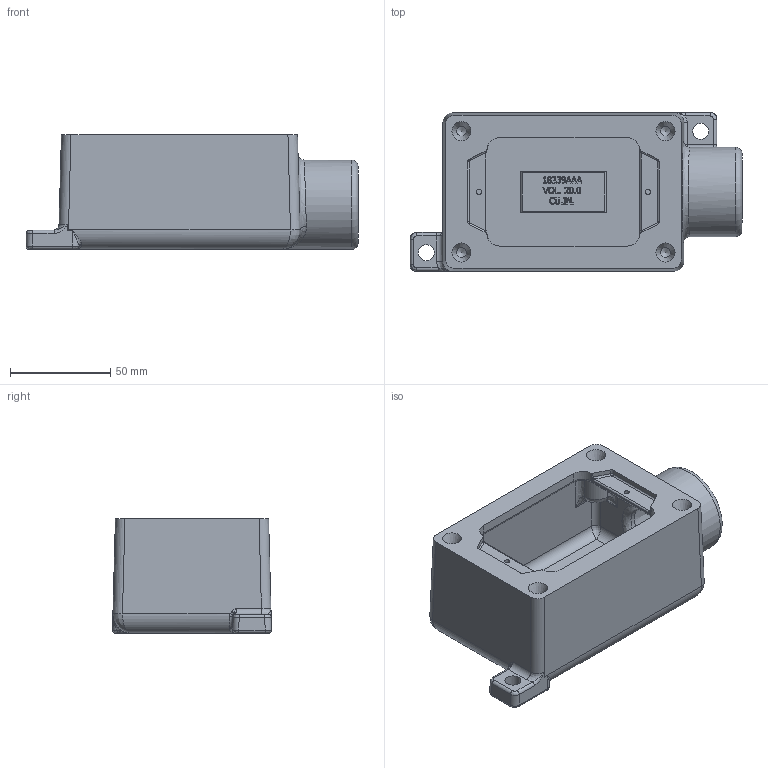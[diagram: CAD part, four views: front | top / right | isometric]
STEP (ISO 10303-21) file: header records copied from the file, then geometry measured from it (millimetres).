
FILE_DESCRIPTION(/* description */ ('SWB-3 BOX AS MACHINED'),/* implementation_level */ '2;1');
FILE_NAME(/* name */ 'KIL_SWB-3.stp',/* time_stamp */ '2017-04-19T22:22:13+06:00',/* author */ ('ypadmaraja'),/* organization */ (''),/* preprocessor_version */ 'ST-DEVELOPER v16.1',/* originating_system */ 'Autodesk Inventor 2016',/* authorisation */ '');
FILE_SCHEMA (('AUTOMOTIVE_DESIGN { 1 0 10303 214 3 1 1 }'));
Length unit declared in the file: inch
Products named in the file (1): SWB-3
Bounding box: 165.31 x 79.18 x 57.15 mm (x, y, z)
Volume: 204282.3 mm3; surface area: 70497.5 mm2
Topology: 1 solids, 1 shells, 743 faces, 1938 edges, 1224 vertices
Faces by surface type: plane 329, bspline 287, cylinder 93, sphere 12, cone 11, torus 11
Full cylindrical faces by diameter (mm): 2.642 x2, 4.978 x5, 7.938 x2, 12.7 x1, 25.73 x1, 44.45 x1
Entity records: 26591 total; most frequent: CARTESIAN_POINT 9541, ORIENTED_EDGE 3762, DIRECTION 2585, EDGE_CURVE 1881, VERTEX_POINT 1212, LINE 1095, VECTOR 1095, EDGE_LOOP 825
